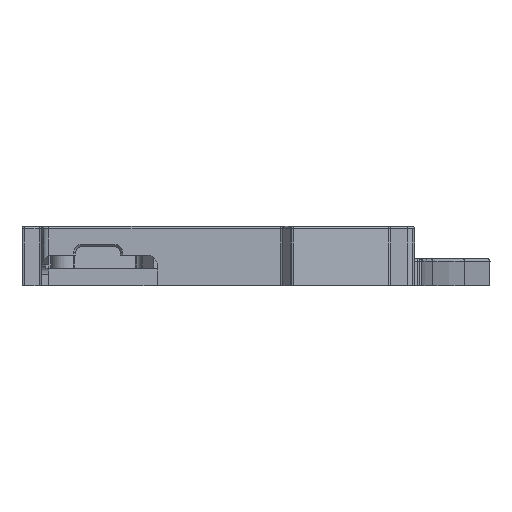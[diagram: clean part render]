
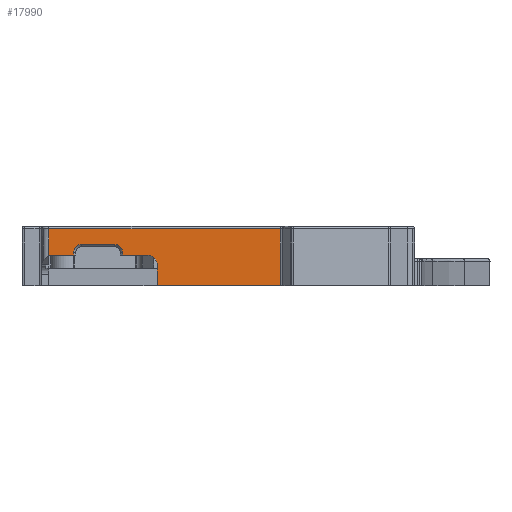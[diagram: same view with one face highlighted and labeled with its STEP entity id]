
A CAD part, left-side view. The second image highlights one B-rep face of the part: STEP entity #17990.
In plain terms, the highlighted planar face has unit normal (-1, 0, 0).
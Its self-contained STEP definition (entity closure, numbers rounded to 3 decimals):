
#1028 = VERTEX_POINT ( 'NONE', #5026 ) ;
#1134 = EDGE_CURVE ( 'NONE', #18448, #1237, #5062, .T. ) ;
#1237 = VERTEX_POINT ( 'NONE', #15390 ) ;
#1248 = DIRECTION ( 'NONE',  ( 0., -1., 0. ) ) ;
#1274 = CARTESIAN_POINT ( 'NONE',  ( 28.638, -47.655, 10. ) ) ;
#1447 = VERTEX_POINT ( 'NONE', #17941 ) ;
#1961 = CARTESIAN_POINT ( 'NONE',  ( 28.638, -72.1, 1.198 ) ) ;
#2144 = EDGE_CURVE ( 'NONE', #17974, #12514, #4920, .T. ) ;
#2204 = DIRECTION ( 'NONE',  ( 0., -1., 0. ) ) ;
#2347 = CARTESIAN_POINT ( 'NONE',  ( 28.638, -48.405, 4.395 ) ) ;
#2354 = LINE ( 'NONE', #3718, #17893 ) ;
#2382 = EDGE_CURVE ( 'NONE', #12514, #17728, #5750, .T. ) ;
#2587 = VECTOR ( 'NONE', #18935, 1000. ) ;
#2873 = EDGE_CURVE ( 'NONE', #13344, #17003, #14323, .T. ) ;
#3116 = ORIENTED_EDGE ( 'NONE', *, *, #1134, .F. ) ;
#3462 = CARTESIAN_POINT ( 'NONE',  ( 28.638, -47.655, 0. ) ) ;
#3554 = EDGE_LOOP ( 'NONE', ( #13322, #16686, #16226, #4339, #7116, #3116, #13171, #15382, #14844, #3748, #5819, #11083, #11208 ) ) ;
#3718 = CARTESIAN_POINT ( 'NONE',  ( 28.638, -54.4, 1.905 ) ) ;
#3748 = ORIENTED_EDGE ( 'NONE', *, *, #11033, .T. ) ;
#3807 = CARTESIAN_POINT ( 'NONE',  ( 28.638, -98.184, 10. ) ) ;
#4113 = LINE ( 'NONE', #2347, #13519 ) ;
#4339 = ORIENTED_EDGE ( 'NONE', *, *, #2873, .T. ) ;
#4483 = VECTOR ( 'NONE', #11257, 1000. ) ;
#4666 = VERTEX_POINT ( 'NONE', #15050 ) ;
#4766 = DIRECTION ( 'NONE',  ( 0., 0., -1. ) ) ;
#4903 = PLANE ( 'NONE',  #8621 ) ;
#4920 = LINE ( 'NONE', #6178, #4483 ) ;
#5026 = CARTESIAN_POINT ( 'NONE',  ( 28.638, -63.1, 6.68 ) ) ;
#5062 = CIRCLE ( 'NONE', #6714, 1.7 ) ;
#5111 = CARTESIAN_POINT ( 'NONE',  ( 28.638, -64.8, 4.98 ) ) ;
#5249 = VERTEX_POINT ( 'NONE', #19163 ) ;
#5370 = DIRECTION ( 'NONE',  ( 0., 0., -1. ) ) ;
#5478 = VECTOR ( 'NONE', #18409, 1000. ) ;
#5502 = DIRECTION ( 'NONE',  ( 0., 1., 0. ) ) ;
#5750 = LINE ( 'NONE', #1274, #5478 ) ;
#5819 = ORIENTED_EDGE ( 'NONE', *, *, #14931, .T. ) ;
#6178 = CARTESIAN_POINT ( 'NONE',  ( 28.638, -98.184, 10.5 ) ) ;
#6227 = CARTESIAN_POINT ( 'NONE',  ( 28.638, -48.405, 4.395 ) ) ;
#6261 = LINE ( 'NONE', #12593, #2587 ) ;
#6713 = EDGE_CURVE ( 'NONE', #13412, #1028, #9389, .T. ) ;
#6714 = AXIS2_PLACEMENT_3D ( 'NONE', #15175, #7397, #18296 ) ;
#7116 = ORIENTED_EDGE ( 'NONE', *, *, #17353, .F. ) ;
#7397 = DIRECTION ( 'NONE',  ( -1., 0., 0. ) ) ;
#7897 = LINE ( 'NONE', #1961, #20421 ) ;
#8177 = EDGE_CURVE ( 'NONE', #1447, #10257, #7897, .T. ) ;
#8378 = LINE ( 'NONE', #11795, #16552 ) ;
#8621 = AXIS2_PLACEMENT_3D ( 'NONE', #3462, #18936, #9791 ) ;
#9029 = DIRECTION ( 'NONE',  ( 1., 0., 0. ) ) ;
#9389 = CIRCLE ( 'NONE', #16344, 1.7 ) ;
#9791 = DIRECTION ( 'NONE',  ( 0., 0., 1. ) ) ;
#10097 = DIRECTION ( 'NONE',  ( -1., 0., 0. ) ) ;
#10250 = VECTOR ( 'NONE', #5502, 1000. ) ;
#10257 = VERTEX_POINT ( 'NONE', #17789 ) ;
#11033 = EDGE_CURVE ( 'NONE', #5249, #4666, #4113, .T. ) ;
#11083 = ORIENTED_EDGE ( 'NONE', *, *, #8177, .T. ) ;
#11208 = ORIENTED_EDGE ( 'NONE', *, *, #14365, .F. ) ;
#11257 = DIRECTION ( 'NONE',  ( 0., 0., 1. ) ) ;
#11794 = DIRECTION ( 'NONE',  ( 0., -1., 0. ) ) ;
#11795 = CARTESIAN_POINT ( 'NONE',  ( 28.638, -64.8, 2.49 ) ) ;
#12344 = VECTOR ( 'NONE', #1248, 1000. ) ;
#12514 = VERTEX_POINT ( 'NONE', #3807 ) ;
#12522 = EDGE_CURVE ( 'NONE', #5249, #13412, #8378, .T. ) ;
#12593 = CARTESIAN_POINT ( 'NONE',  ( 28.638, -98.604, -2. ) ) ;
#12794 = CARTESIAN_POINT ( 'NONE',  ( 28.638, -98.184, -2. ) ) ;
#13019 = EDGE_CURVE ( 'NONE', #13344, #17728, #15093, .T. ) ;
#13171 = ORIENTED_EDGE ( 'NONE', *, *, #16948, .F. ) ;
#13322 = ORIENTED_EDGE ( 'NONE', *, *, #2144, .T. ) ;
#13344 = VERTEX_POINT ( 'NONE', #17665 ) ;
#13412 = VERTEX_POINT ( 'NONE', #5111 ) ;
#13426 = CARTESIAN_POINT ( 'NONE',  ( 28.638, -49.155, 0. ) ) ;
#13519 = VECTOR ( 'NONE', #11794, 1000. ) ;
#14323 = LINE ( 'NONE', #6227, #12344 ) ;
#14365 = EDGE_CURVE ( 'NONE', #17974, #10257, #6261, .T. ) ;
#14838 = CARTESIAN_POINT ( 'NONE',  ( 28.638, -56.1, 6.68 ) ) ;
#14844 = ORIENTED_EDGE ( 'NONE', *, *, #12522, .F. ) ;
#14911 = DIRECTION ( 'NONE',  ( 0., 0., 1. ) ) ;
#14931 = EDGE_CURVE ( 'NONE', #4666, #1447, #16524, .T. ) ;
#14994 = CARTESIAN_POINT ( 'NONE',  ( 28.638, -49.155, 10. ) ) ;
#15050 = CARTESIAN_POINT ( 'NONE',  ( 28.638, -70.1, 4.395 ) ) ;
#15093 = LINE ( 'NONE', #13426, #17648 ) ;
#15175 = CARTESIAN_POINT ( 'NONE',  ( 28.638, -56.1, 4.98 ) ) ;
#15382 = ORIENTED_EDGE ( 'NONE', *, *, #6713, .F. ) ;
#15390 = CARTESIAN_POINT ( 'NONE',  ( 28.638, -54.4, 4.98 ) ) ;
#15707 = FACE_OUTER_BOUND ( 'NONE', #3554, .T. ) ;
#16226 = ORIENTED_EDGE ( 'NONE', *, *, #13019, .F. ) ;
#16344 = AXIS2_PLACEMENT_3D ( 'NONE', #17682, #10097, #2204 ) ;
#16524 = CIRCLE ( 'NONE', #18528, 2. ) ;
#16552 = VECTOR ( 'NONE', #14911, 1000. ) ;
#16686 = ORIENTED_EDGE ( 'NONE', *, *, #2382, .T. ) ;
#16701 = LINE ( 'NONE', #19429, #10250 ) ;
#16948 = EDGE_CURVE ( 'NONE', #1028, #18448, #16701, .T. ) ;
#16962 = DIRECTION ( 'NONE',  ( 0., 0., 1. ) ) ;
#17003 = VERTEX_POINT ( 'NONE', #18363 ) ;
#17353 = EDGE_CURVE ( 'NONE', #1237, #17003, #2354, .T. ) ;
#17648 = VECTOR ( 'NONE', #16962, 1000. ) ;
#17665 = CARTESIAN_POINT ( 'NONE',  ( 28.638, -49.155, 4.395 ) ) ;
#17682 = CARTESIAN_POINT ( 'NONE',  ( 28.638, -63.1, 4.98 ) ) ;
#17728 = VERTEX_POINT ( 'NONE', #14994 ) ;
#17789 = CARTESIAN_POINT ( 'NONE',  ( 28.638, -72.1, -2. ) ) ;
#17893 = VECTOR ( 'NONE', #5370, 1000. ) ;
#17941 = CARTESIAN_POINT ( 'NONE',  ( 28.638, -72.1, 2.395 ) ) ;
#17974 = VERTEX_POINT ( 'NONE', #12794 ) ;
#17990 = ADVANCED_FACE ( 'NONE', ( #15707 ), #4903, .T. ) ;
#18296 = DIRECTION ( 'NONE',  ( 0., 0., 1. ) ) ;
#18363 = CARTESIAN_POINT ( 'NONE',  ( 28.638, -54.4, 4.395 ) ) ;
#18409 = DIRECTION ( 'NONE',  ( 0., 1., 0. ) ) ;
#18448 = VERTEX_POINT ( 'NONE', #14838 ) ;
#18528 = AXIS2_PLACEMENT_3D ( 'NONE', #18581, #9029, #20137 ) ;
#18581 = CARTESIAN_POINT ( 'NONE',  ( 28.638, -70.1, 2.395 ) ) ;
#18935 = DIRECTION ( 'NONE',  ( 0., 1., 0. ) ) ;
#18936 = DIRECTION ( 'NONE',  ( -1., 0., 0. ) ) ;
#19163 = CARTESIAN_POINT ( 'NONE',  ( 28.638, -64.8, 4.395 ) ) ;
#19429 = CARTESIAN_POINT ( 'NONE',  ( 28.638, -51.878, 6.68 ) ) ;
#20137 = DIRECTION ( 'NONE',  ( 0., -1., 0. ) ) ;
#20421 = VECTOR ( 'NONE', #4766, 1000. ) ;
